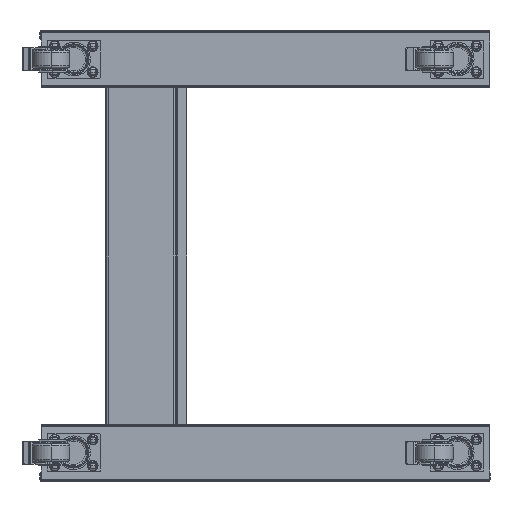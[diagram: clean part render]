
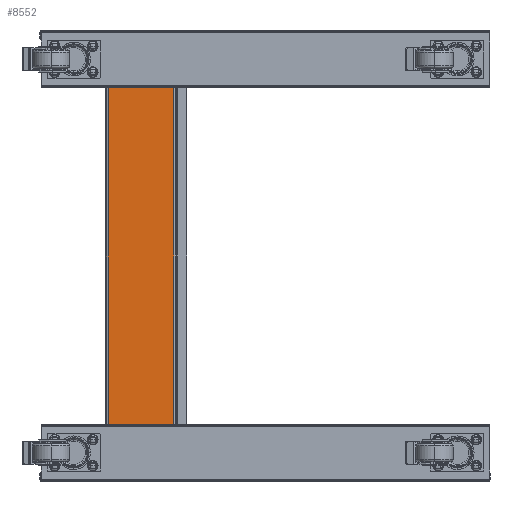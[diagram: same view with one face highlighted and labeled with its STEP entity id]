
A CAD part, front view. The second image highlights one B-rep face of the part: STEP entity #8552.
In plain terms, the highlighted planar face has unit normal (0, -1, 0).
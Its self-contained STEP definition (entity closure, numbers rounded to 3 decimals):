
#32 = LINE ( 'NONE', #20352, #23834 ) ;
#154 = CARTESIAN_POINT ( 'NONE',  ( -259., -1.4, 2. ) ) ;
#242 = DIRECTION ( 'NONE',  ( 0., 0., 1. ) ) ;
#723 = EDGE_CURVE ( 'NONE', #29455, #2001, #41037, .T. ) ;
#776 = CARTESIAN_POINT ( 'NONE',  ( 235., -1.4, 2. ) ) ;
#1263 = EDGE_CURVE ( 'NONE', #14122, #46985, #18516, .T. ) ;
#1491 = EDGE_LOOP ( 'NONE', ( #30795, #35705 ) ) ;
#2001 = VERTEX_POINT ( 'NONE', #7630 ) ;
#2282 = CARTESIAN_POINT ( 'NONE',  ( -235., -1.4, 2. ) ) ;
#2441 = FACE_BOUND ( 'NONE', #1491, .T. ) ;
#2831 = CARTESIAN_POINT ( 'NONE',  ( -259., -1.4, 2. ) ) ;
#2843 = LINE ( 'NONE', #26301, #44060 ) ;
#3096 = ORIENTED_EDGE ( 'NONE', *, *, #51601, .T. ) ;
#4384 = AXIS2_PLACEMENT_3D ( 'NONE', #776, #40622, #40262 ) ;
#4474 = CIRCLE ( 'NONE', #4384, 6.3 ) ;
#4778 = CARTESIAN_POINT ( 'NONE',  ( -300., -1.4, -42.1 ) ) ;
#5163 = EDGE_CURVE ( 'NONE', #25845, #13879, #45040, .T. ) ;
#6019 = VERTEX_POINT ( 'NONE', #7658 ) ;
#6323 = DIRECTION ( 'NONE',  ( 0., 0., 1. ) ) ;
#6878 = FACE_BOUND ( 'NONE', #37831, .T. ) ;
#7504 = AXIS2_PLACEMENT_3D ( 'NONE', #154, #44503, #12414 ) ;
#7630 = CARTESIAN_POINT ( 'NONE',  ( -259., -1.4, 1.5 ) ) ;
#7658 = CARTESIAN_POINT ( 'NONE',  ( 300., -1.4, 46.1 ) ) ;
#8007 = DIRECTION ( 'NONE',  ( 0., 1., 0. ) ) ;
#8303 = VERTEX_POINT ( 'NONE', #42575 ) ;
#8552 = ADVANCED_FACE ( 'NONE', ( #41841, #6878, #2441, #28684, #28748 ), #29073, .F. ) ;
#9291 = CARTESIAN_POINT ( 'NONE',  ( 259., -1.4, 2. ) ) ;
#9545 = ORIENTED_EDGE ( 'NONE', *, *, #49592, .T. ) ;
#10337 = CARTESIAN_POINT ( 'NONE',  ( -235., -1.4, 8.3 ) ) ;
#11608 = VECTOR ( 'NONE', #24414, 1000. ) ;
#12414 = DIRECTION ( 'NONE',  ( 0., 0., 1. ) ) ;
#12781 = EDGE_LOOP ( 'NONE', ( #24803, #18964 ) ) ;
#12852 = DIRECTION ( 'NONE',  ( 0., 1., 0. ) ) ;
#12958 = VERTEX_POINT ( 'NONE', #45841 ) ;
#13879 = VERTEX_POINT ( 'NONE', #31451 ) ;
#14122 = VERTEX_POINT ( 'NONE', #29144 ) ;
#14547 = ORIENTED_EDGE ( 'NONE', *, *, #34755, .T. ) ;
#16062 = DIRECTION ( 'NONE',  ( 0., 1., 0. ) ) ;
#16443 = EDGE_CURVE ( 'NONE', #2001, #29455, #23765, .T. ) ;
#17005 = EDGE_CURVE ( 'NONE', #46985, #14122, #21191, .T. ) ;
#18516 = CIRCLE ( 'NONE', #36216, 0.5 ) ;
#18692 = DIRECTION ( 'NONE',  ( 0., 0., 1. ) ) ;
#18964 = ORIENTED_EDGE ( 'NONE', *, *, #16443, .T. ) ;
#20352 = CARTESIAN_POINT ( 'NONE',  ( -300., -1.4, -45. ) ) ;
#20557 = EDGE_CURVE ( 'NONE', #36747, #41781, #32, .T. ) ;
#20630 = DIRECTION ( 'NONE',  ( 0., 1., 0. ) ) ;
#21191 = CIRCLE ( 'NONE', #22259, 0.5 ) ;
#21382 = DIRECTION ( 'NONE',  ( 0., 0., 1. ) ) ;
#22259 = AXIS2_PLACEMENT_3D ( 'NONE', #31899, #8007, #43249 ) ;
#23765 = CIRCLE ( 'NONE', #7504, 0.5 ) ;
#23834 = VECTOR ( 'NONE', #242, 1000. ) ;
#24224 = EDGE_CURVE ( 'NONE', #13879, #25845, #44112, .T. ) ;
#24414 = DIRECTION ( 'NONE',  ( -1., 0., 0. ) ) ;
#24646 = DIRECTION ( 'NONE',  ( 0., 0., 1. ) ) ;
#24671 = EDGE_CURVE ( 'NONE', #6019, #8303, #2843, .T. ) ;
#24803 = ORIENTED_EDGE ( 'NONE', *, *, #723, .T. ) ;
#24808 = CARTESIAN_POINT ( 'NONE',  ( 235., -1.4, 8.3 ) ) ;
#25254 = EDGE_LOOP ( 'NONE', ( #14547, #50924, #9545, #35655 ) ) ;
#25845 = VERTEX_POINT ( 'NONE', #10337 ) ;
#26301 = CARTESIAN_POINT ( 'NONE',  ( 300., -1.4, -45. ) ) ;
#26524 = AXIS2_PLACEMENT_3D ( 'NONE', #32711, #29908, #21382 ) ;
#27531 = AXIS2_PLACEMENT_3D ( 'NONE', #28092, #16062, #43627 ) ;
#28092 = CARTESIAN_POINT ( 'NONE',  ( -235., -1.4, 2. ) ) ;
#28684 = FACE_BOUND ( 'NONE', #49447, .T. ) ;
#28748 = FACE_OUTER_BOUND ( 'NONE', #25254, .T. ) ;
#28896 = CARTESIAN_POINT ( 'NONE',  ( 0., -1.4, 0. ) ) ;
#28906 = CARTESIAN_POINT ( 'NONE',  ( 300., -1.4, 46.1 ) ) ;
#29073 = PLANE ( 'NONE',  #38141 ) ;
#29144 = CARTESIAN_POINT ( 'NONE',  ( 259., -1.4, 2.5 ) ) ;
#29455 = VERTEX_POINT ( 'NONE', #36695 ) ;
#29908 = DIRECTION ( 'NONE',  ( 0., 1., 0. ) ) ;
#30226 = DIRECTION ( 'NONE',  ( 0., 1., 0. ) ) ;
#30795 = ORIENTED_EDGE ( 'NONE', *, *, #5163, .T. ) ;
#31326 = AXIS2_PLACEMENT_3D ( 'NONE', #2282, #30226, #6323 ) ;
#31451 = CARTESIAN_POINT ( 'NONE',  ( -235., -1.4, -4.3 ) ) ;
#31690 = ORIENTED_EDGE ( 'NONE', *, *, #34753, .T. ) ;
#31867 = VERTEX_POINT ( 'NONE', #24808 ) ;
#31899 = CARTESIAN_POINT ( 'NONE',  ( 259., -1.4, 2. ) ) ;
#32711 = CARTESIAN_POINT ( 'NONE',  ( 235., -1.4, 2. ) ) ;
#34753 = EDGE_CURVE ( 'NONE', #12958, #31867, #40494, .T. ) ;
#34755 = EDGE_CURVE ( 'NONE', #36747, #8303, #43638, .T. ) ;
#35655 = ORIENTED_EDGE ( 'NONE', *, *, #20557, .F. ) ;
#35705 = ORIENTED_EDGE ( 'NONE', *, *, #24224, .T. ) ;
#36126 = VECTOR ( 'NONE', #41102, 1000. ) ;
#36216 = AXIS2_PLACEMENT_3D ( 'NONE', #9291, #20630, #24646 ) ;
#36587 = DIRECTION ( 'NONE',  ( 0., 0., 1. ) ) ;
#36695 = CARTESIAN_POINT ( 'NONE',  ( -259., -1.4, 2.5 ) ) ;
#36747 = VERTEX_POINT ( 'NONE', #51386 ) ;
#37831 = EDGE_LOOP ( 'NONE', ( #40675, #40657 ) ) ;
#38141 = AXIS2_PLACEMENT_3D ( 'NONE', #28896, #12852, #36587 ) ;
#40262 = DIRECTION ( 'NONE',  ( 0., 0., 1. ) ) ;
#40494 = CIRCLE ( 'NONE', #26524, 6.3 ) ;
#40622 = DIRECTION ( 'NONE',  ( 0., 1., 0. ) ) ;
#40657 = ORIENTED_EDGE ( 'NONE', *, *, #17005, .T. ) ;
#40675 = ORIENTED_EDGE ( 'NONE', *, *, #1263, .T. ) ;
#40901 = AXIS2_PLACEMENT_3D ( 'NONE', #2831, #42629, #18692 ) ;
#41037 = CIRCLE ( 'NONE', #40901, 0.5 ) ;
#41102 = DIRECTION ( 'NONE',  ( 1., 0., 0. ) ) ;
#41781 = VERTEX_POINT ( 'NONE', #45402 ) ;
#41841 = FACE_BOUND ( 'NONE', #12781, .T. ) ;
#42575 = CARTESIAN_POINT ( 'NONE',  ( 300., -1.4, -42.1 ) ) ;
#42629 = DIRECTION ( 'NONE',  ( 0., 1., 0. ) ) ;
#43249 = DIRECTION ( 'NONE',  ( 0., 0., 1. ) ) ;
#43627 = DIRECTION ( 'NONE',  ( 0., 0., 1. ) ) ;
#43638 = LINE ( 'NONE', #4778, #36126 ) ;
#44035 = LINE ( 'NONE', #28906, #11608 ) ;
#44060 = VECTOR ( 'NONE', #46356, 1000. ) ;
#44112 = CIRCLE ( 'NONE', #27531, 6.3 ) ;
#44503 = DIRECTION ( 'NONE',  ( 0., 1., 0. ) ) ;
#45040 = CIRCLE ( 'NONE', #31326, 6.3 ) ;
#45402 = CARTESIAN_POINT ( 'NONE',  ( -300., -1.4, 46.1 ) ) ;
#45841 = CARTESIAN_POINT ( 'NONE',  ( 235., -1.4, -4.3 ) ) ;
#46356 = DIRECTION ( 'NONE',  ( 0., 0., -1. ) ) ;
#46985 = VERTEX_POINT ( 'NONE', #47961 ) ;
#47961 = CARTESIAN_POINT ( 'NONE',  ( 259., -1.4, 1.5 ) ) ;
#49447 = EDGE_LOOP ( 'NONE', ( #3096, #31690 ) ) ;
#49592 = EDGE_CURVE ( 'NONE', #6019, #41781, #44035, .T. ) ;
#50924 = ORIENTED_EDGE ( 'NONE', *, *, #24671, .F. ) ;
#51386 = CARTESIAN_POINT ( 'NONE',  ( -300., -1.4, -42.1 ) ) ;
#51601 = EDGE_CURVE ( 'NONE', #31867, #12958, #4474, .T. ) ;
